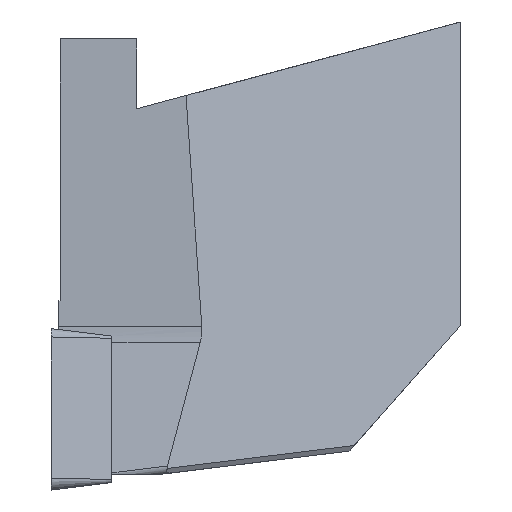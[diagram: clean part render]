
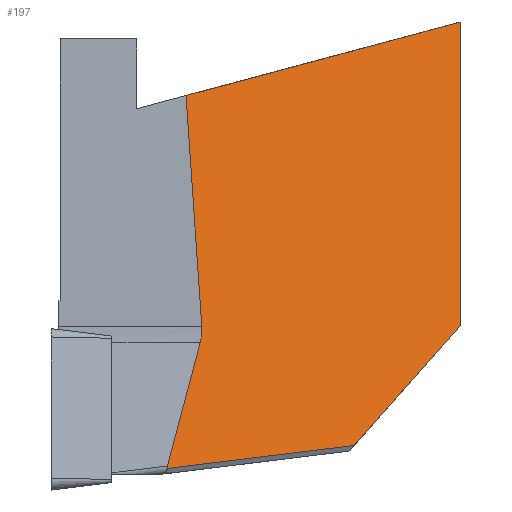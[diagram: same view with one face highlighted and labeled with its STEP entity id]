
A CAD part, left-side view. The second image highlights one B-rep face of the part: STEP entity #197.
In plain terms, the highlighted planar face has unit normal (-0.931, -0.358, 0.069).
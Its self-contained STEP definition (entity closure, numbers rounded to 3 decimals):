
#163=ELLIPSE('',#1014,27.914,10.);
#167=ELLIPSE('',#1023,1.454,0.5);
#197=ADVANCED_FACE('',(#277),#240,.T.);
#240=PLANE('',#1054);
#277=FACE_OUTER_BOUND('',#315,.T.);
#315=EDGE_LOOP('',(#492,#493,#494,#495,#496,#497,#498,#499));
#492=ORIENTED_EDGE('',*,*,#695,.T.);
#493=ORIENTED_EDGE('',*,*,#748,.T.);
#494=ORIENTED_EDGE('',*,*,#716,.T.);
#495=ORIENTED_EDGE('',*,*,#707,.F.);
#496=ORIENTED_EDGE('',*,*,#696,.T.);
#497=ORIENTED_EDGE('',*,*,#702,.F.);
#498=ORIENTED_EDGE('',*,*,#674,.F.);
#499=ORIENTED_EDGE('',*,*,#671,.F.);
#586=VERTEX_POINT('',#1380);
#589=VERTEX_POINT('',#1385);
#592=VERTEX_POINT('',#1393);
#608=VERTEX_POINT('',#1432);
#609=VERTEX_POINT('',#1436);
#610=VERTEX_POINT('',#1437);
#618=VERTEX_POINT('',#1458);
#625=VERTEX_POINT('',#1476);
#671=EDGE_CURVE('',#589,#586,#789,.T.);
#674=EDGE_CURVE('',#586,#592,#163,.T.);
#695=EDGE_CURVE('',#589,#608,#167,.T.);
#696=EDGE_CURVE('',#609,#610,#805,.T.);
#702=EDGE_CURVE('',#592,#610,#810,.T.);
#707=EDGE_CURVE('',#609,#618,#815,.T.);
#716=EDGE_CURVE('',#625,#618,#822,.T.);
#748=EDGE_CURVE('',#608,#625,#848,.T.);
#789=LINE('',#1386,#871);
#805=LINE('',#1435,#887);
#810=LINE('',#1448,#892);
#815=LINE('',#1457,#897);
#822=LINE('',#1475,#904);
#848=LINE('',#1539,#930);
#871=VECTOR('',#1112,1.);
#887=VECTOR('',#1156,1.);
#892=VECTOR('',#1165,1.);
#897=VECTOR('',#1172,1.);
#904=VECTOR('',#1187,1.);
#930=VECTOR('',#1257,1.);
#1014=AXIS2_PLACEMENT_3D('',#1392,#1119,#1120);
#1023=AXIS2_PLACEMENT_3D('',#1433,#1152,#1153);
#1054=AXIS2_PLACEMENT_3D('',#1540,#1258,#1259);
#1112=DIRECTION('',(0.168,-0.252,0.953));
#1119=DIRECTION('',(-0.931,-0.358,0.069));
#1120=DIRECTION('',(0.357,-0.934,-0.027));
#1152=DIRECTION('',(-0.931,-0.358,0.069));
#1153=DIRECTION('',(0.364,-0.926,0.104));
#1156=DIRECTION('',(-0.364,0.9,-0.241));
#1165=DIRECTION('',(0.048,0.068,0.997));
#1172=DIRECTION('',(-0.074,0.,-0.997));
#1187=DIRECTION('',(0.297,-0.633,0.715));
#1257=DIRECTION('',(0.364,-0.924,0.114));
#1258=DIRECTION('',(-0.931,-0.358,0.069));
#1259=DIRECTION('',(-0.359,0.933,0.));
#1380=CARTESIAN_POINT('',(-37.833,-11.014,-18.374));
#1385=CARTESIAN_POINT('',(-39.549,-8.436,-28.107));
#1386=CARTESIAN_POINT('',(-38.384,-10.186,-21.501));
#1392=CARTESIAN_POINT('',(-47.681,14.917,-16.637));
#1393=CARTESIAN_POINT('',(-37.693,-11.135,-17.117));
#1432=CARTESIAN_POINT('',(-39.546,-8.48,-28.289));
#1433=CARTESIAN_POINT('',(-39.028,-9.776,-28.029));
#1435=CARTESIAN_POINT('',(-37.609,-7.941,0.52));
#1436=CARTESIAN_POINT('',(-28.074,-31.5,6.833));
#1437=CARTESIAN_POINT('',(-36.82,-9.889,1.042));
#1448=CARTESIAN_POINT('',(-35.397,-7.856,30.674));
#1457=CARTESIAN_POINT('',(-30.667,-31.5,-28.));
#1458=CARTESIAN_POINT('',(-29.85,-31.5,-17.019));
#1475=CARTESIAN_POINT('',(-36.026,-18.329,-31.906));
#1476=CARTESIAN_POINT('',(-33.78,-23.119,-26.492));
#1539=CARTESIAN_POINT('',(-36.6,-15.958,-27.371));
#1540=CARTESIAN_POINT('',(-36.065,-17.393,-27.598));
